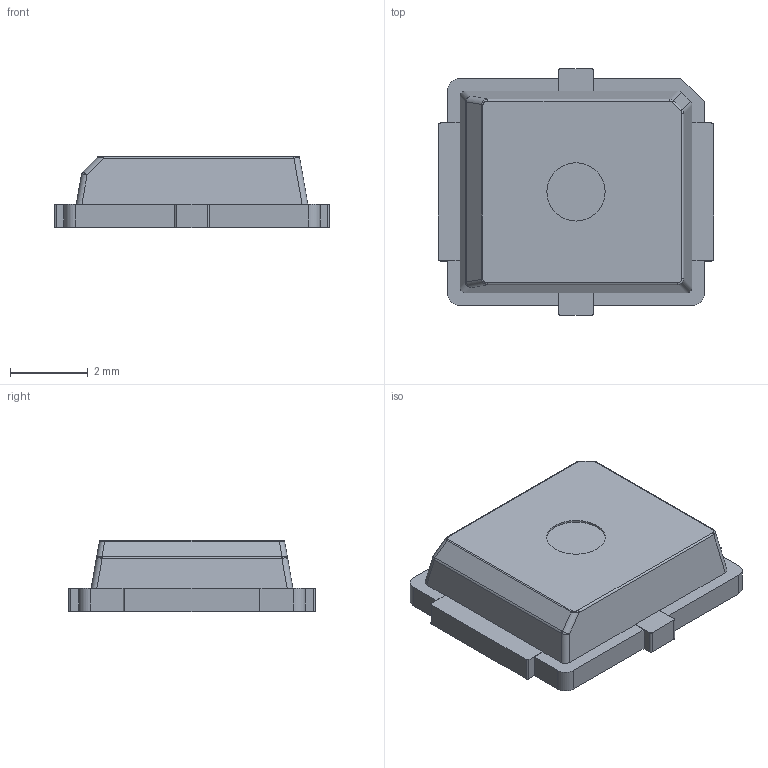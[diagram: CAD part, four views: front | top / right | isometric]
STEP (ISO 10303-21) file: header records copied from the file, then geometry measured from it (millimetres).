
FILE_DESCRIPTION(/* description */ (''),/* implementation_level */ '2;1');
FILE_NAME(/* name */ 'NXP - PLD 1.5 CASE 466-03 D.step',/* time_stamp */ '2025-07-31T15:48:37+01:00',/* author */ (''),/* organization */ (''),/* preprocessor_version */ 'ST-DEVELOPER v20.1',/* originating_system */ 'Autodesk Translation Framework v14.10.0.0',/* authorisation */ '');
FILE_SCHEMA (('AUTOMOTIVE_DESIGN { 1 0 10303 214 3 1 1 }'));
Length unit declared in the file: millimetre
Products named in the file (1): NXP - PLD 1.5 CASE 466-03 D
Bounding box: 7.08 x 6.35 x 1.83 mm (x, y, z)
Volume: 58.9 mm3; surface area: 117.4 mm2
Topology: 1 solids, 1 shells, 84 faces, 229 edges, 146 vertices
Faces by surface type: plane 50, cylinder 25, bspline 9
Full cylindrical faces by diameter (mm): 1.5 x1
Entity records: 2841 total; most frequent: CARTESIAN_POINT 628, ORIENTED_EDGE 454, DIRECTION 440, EDGE_CURVE 227, LINE 166, VECTOR 166, VERTEX_POINT 146, AXIS2_PLACEMENT_3D 137
